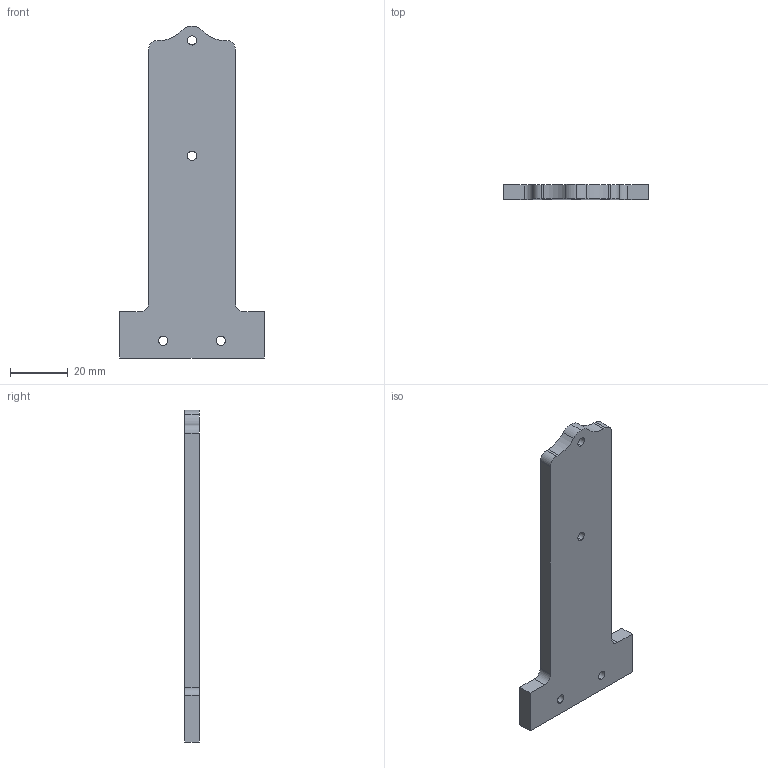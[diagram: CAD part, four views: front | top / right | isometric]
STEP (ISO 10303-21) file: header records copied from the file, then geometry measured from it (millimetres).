
FILE_DESCRIPTION (( 'STEP AP203' ), '1' );
FILE_NAME ('Scrapper mount 02.STEP', '2024-10-17T11:00:14', ( '' ), ( '' ), 'SwSTEP 2.0', 'SolidWorks 2024', '' );
FILE_SCHEMA (( 'CONFIG_CONTROL_DESIGN' ));
Length unit declared in the file: millimetre
Products named in the file (1): Scrapper mount 02
Bounding box: 50 x 5 x 115 mm (x, y, z)
Volume: 18182.8 mm3; surface area: 9062.8 mm2
Topology: 1 solids, 1 shells, 27 faces, 75 edges, 50 vertices
Faces by surface type: cylinder 16, plane 11
Entity records: 974 total; most frequent: DIRECTION 163, CARTESIAN_POINT 153, ORIENTED_EDGE 150, EDGE_CURVE 75, AXIS2_PLACEMENT_3D 60, VERTEX_POINT 50, LINE 43, VECTOR 43
